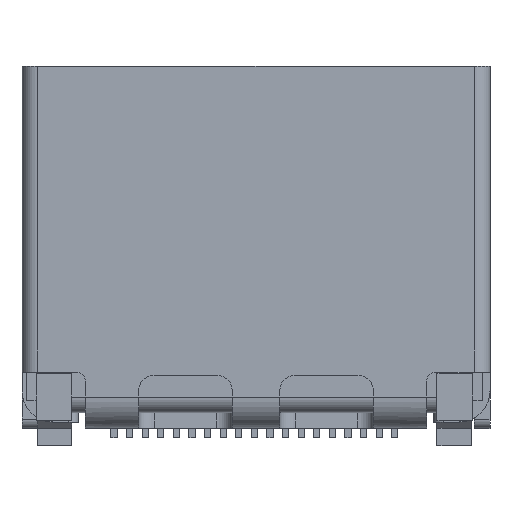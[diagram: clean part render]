
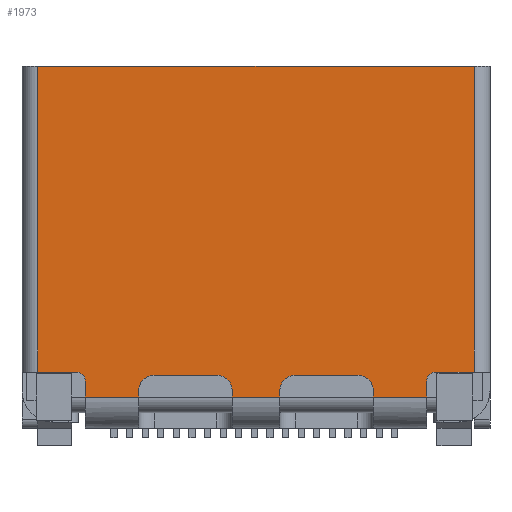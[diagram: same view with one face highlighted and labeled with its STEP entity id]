
A CAD part, top view. The second image highlights one B-rep face of the part: STEP entity #1973.
In plain terms, the highlighted planar face has unit normal (0, 0, 1).
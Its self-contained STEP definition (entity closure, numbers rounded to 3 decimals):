
#1973=ADVANCED_FACE('',(#4588),#4589,.T.);
#4588=FACE_OUTER_BOUND('',#7947,.T.);
#4589=PLANE('',#7948);
#7947=EDGE_LOOP('',(#14074,#14075,#14076,#14077,#14078,#14079,#14080,#14081,#14082,#14083,#14084,#14085,#14086,#14087,#14088,#14089,#14090,#14091,#14092,#14093,#14094,#14095));
#7948=AXIS2_PLACEMENT_3D('',#14096,#14097,#14098);
#14074=ORIENTED_EDGE('',*,*,#21965,.T.);
#14075=ORIENTED_EDGE('',*,*,#22038,.T.);
#14076=ORIENTED_EDGE('',*,*,#22039,.T.);
#14077=ORIENTED_EDGE('',*,*,#22040,.T.);
#14078=ORIENTED_EDGE('',*,*,#22041,.T.);
#14079=ORIENTED_EDGE('',*,*,#22042,.T.);
#14080=ORIENTED_EDGE('',*,*,#22043,.T.);
#14081=ORIENTED_EDGE('',*,*,#22044,.F.);
#14082=ORIENTED_EDGE('',*,*,#22045,.T.);
#14083=ORIENTED_EDGE('',*,*,#22046,.F.);
#14084=ORIENTED_EDGE('',*,*,#22047,.T.);
#14085=ORIENTED_EDGE('',*,*,#22048,.F.);
#14086=ORIENTED_EDGE('',*,*,#22049,.F.);
#14087=ORIENTED_EDGE('',*,*,#22050,.F.);
#14088=ORIENTED_EDGE('',*,*,#22051,.T.);
#14089=ORIENTED_EDGE('',*,*,#22052,.F.);
#14090=ORIENTED_EDGE('',*,*,#22053,.T.);
#14091=ORIENTED_EDGE('',*,*,#22054,.T.);
#14092=ORIENTED_EDGE('',*,*,#22055,.T.);
#14093=ORIENTED_EDGE('',*,*,#22056,.T.);
#14094=ORIENTED_EDGE('',*,*,#22057,.T.);
#14095=ORIENTED_EDGE('',*,*,#22058,.T.);
#14096=CARTESIAN_POINT('',(7.04,-3.0,2.035));
#14097=DIRECTION('',(0.,0.,1.0));
#14098=DIRECTION('',(-1.0,0.,0.));
#21965=EDGE_CURVE('',#26718,#26716,#26719,.T.);
#22038=EDGE_CURVE('',#26716,#26843,#26844,.T.);
#22039=EDGE_CURVE('',#26843,#26845,#26846,.F.);
#22040=EDGE_CURVE('',#26845,#26847,#26848,.T.);
#22041=EDGE_CURVE('',#26847,#26849,#26850,.F.);
#22042=EDGE_CURVE('',#26849,#26851,#26852,.T.);
#22043=EDGE_CURVE('',#26851,#26853,#26854,.T.);
#22044=EDGE_CURVE('',#26855,#26853,#26856,.T.);
#22045=EDGE_CURVE('',#26855,#26857,#26858,.F.);
#22046=EDGE_CURVE('',#26859,#26857,#26860,.T.);
#22047=EDGE_CURVE('',#26859,#26861,#26862,.T.);
#22048=EDGE_CURVE('',#26863,#26861,#26864,.T.);
#22049=EDGE_CURVE('',#26865,#26863,#26866,.T.);
#22050=EDGE_CURVE('',#26867,#26865,#26868,.T.);
#22051=EDGE_CURVE('',#26867,#26869,#26870,.F.);
#22052=EDGE_CURVE('',#26871,#26869,#26872,.T.);
#22053=EDGE_CURVE('',#26871,#26873,#26874,.T.);
#22054=EDGE_CURVE('',#26873,#26875,#26876,.T.);
#22055=EDGE_CURVE('',#26875,#26877,#26878,.F.);
#22056=EDGE_CURVE('',#26877,#26879,#26880,.T.);
#22057=EDGE_CURVE('',#26879,#26881,#26882,.F.);
#22058=EDGE_CURVE('',#26881,#26718,#26883,.T.);
#26716=VERTEX_POINT('',#33626);
#26718=VERTEX_POINT('',#33628);
#26719=LINE('',#33629,#33630);
#26843=VERTEX_POINT('',#33827);
#26844=LINE('',#33828,#33829);
#26845=VERTEX_POINT('',#33830);
#26846=CIRCLE('',#33831,0.5);
#26847=VERTEX_POINT('',#33832);
#26848=LINE('',#33833,#33834);
#26849=VERTEX_POINT('',#33835);
#26850=CIRCLE('',#33836,0.5);
#26851=VERTEX_POINT('',#33837);
#26852=LINE('',#33838,#33839);
#26853=VERTEX_POINT('',#33840);
#26854=LINE('',#33841,#33842);
#26855=VERTEX_POINT('',#33843);
#26856=LINE('',#33844,#33845);
#26857=VERTEX_POINT('',#33846);
#26858=CIRCLE('',#33847,0.3);
#26859=VERTEX_POINT('',#33848);
#26860=LINE('',#33849,#33850);
#26861=VERTEX_POINT('',#33851);
#26862=LINE('',#33852,#33853);
#26863=VERTEX_POINT('',#33854);
#26864=LINE('',#33855,#33856);
#26865=VERTEX_POINT('',#33857);
#26866=LINE('',#33858,#33859);
#26867=VERTEX_POINT('',#33860);
#26868=LINE('',#33861,#33862);
#26869=VERTEX_POINT('',#33863);
#26870=CIRCLE('',#33864,0.3);
#26871=VERTEX_POINT('',#33865);
#26872=LINE('',#33866,#33867);
#26873=VERTEX_POINT('',#33868);
#26874=LINE('',#33869,#33870);
#26875=VERTEX_POINT('',#33871);
#26876=LINE('',#33872,#33873);
#26877=VERTEX_POINT('',#33874);
#26878=CIRCLE('',#33875,0.5);
#26879=VERTEX_POINT('',#33876);
#26880=LINE('',#33877,#33878);
#26881=VERTEX_POINT('',#33879);
#26882=CIRCLE('',#33880,0.5);
#26883=LINE('',#33881,#33882);
#33626=CARTESIAN_POINT('',(0.815,-1.6,2.035));
#33628=CARTESIAN_POINT('',(-0.715,-1.6,2.035));
#33629=CARTESIAN_POINT('',(-6.94,-1.6,2.035));
#33630=VECTOR('',#40342,1000.0);
#33827=CARTESIAN_POINT('',(0.815,-1.4,2.035));
#33828=CARTESIAN_POINT('',(0.815,-2.6,2.035));
#33829=VECTOR('',#40434,1000.0);
#33830=CARTESIAN_POINT('',(1.315,-0.9,2.035));
#33831=AXIS2_PLACEMENT_3D('',#40435,#40436,#40437);
#33832=CARTESIAN_POINT('',(3.315,-0.9,2.035));
#33833=CARTESIAN_POINT('',(0.815,-0.9,2.035));
#33834=VECTOR('',#40438,1000.0);
#33835=CARTESIAN_POINT('',(3.815,-1.4,2.035));
#33836=AXIS2_PLACEMENT_3D('',#40439,#40440,#40441);
#33837=CARTESIAN_POINT('',(3.815,-1.6,2.035));
#33838=CARTESIAN_POINT('',(3.815,-0.9,2.035));
#33839=VECTOR('',#40442,1000.0);
#33840=CARTESIAN_POINT('',(5.515,-1.6,2.035));
#33841=CARTESIAN_POINT('',(-6.94,-1.6,2.035));
#33842=VECTOR('',#40443,1000.0);
#33843=CARTESIAN_POINT('',(5.515,-1.1,2.035));
#33844=CARTESIAN_POINT('',(5.515,-0.8,2.035));
#33845=VECTOR('',#40444,1000.0);
#33846=CARTESIAN_POINT('',(5.815,-0.8,2.035));
#33847=AXIS2_PLACEMENT_3D('',#40445,#40446,#40447);
#33848=CARTESIAN_POINT('',(7.04,-0.8,2.035));
#33849=CARTESIAN_POINT('',(7.04,-0.8,2.035));
#33850=VECTOR('',#40448,1000.0);
#33851=CARTESIAN_POINT('',(7.04,9.0,2.035));
#33852=CARTESIAN_POINT('',(7.04,-3.0,2.035));
#33853=VECTOR('',#40449,1000.0);
#33854=CARTESIAN_POINT('',(-6.94,9.0,2.035));
#33855=CARTESIAN_POINT('',(7.04,9.0,2.035));
#33856=VECTOR('',#40450,1000.0);
#33857=CARTESIAN_POINT('',(-6.94,-0.8,2.035));
#33858=CARTESIAN_POINT('',(-6.94,-3.0,2.035));
#33859=VECTOR('',#40451,1000.0);
#33860=CARTESIAN_POINT('',(-5.715,-0.8,2.035));
#33861=CARTESIAN_POINT('',(-5.415,-0.8,2.035));
#33862=VECTOR('',#40452,1000.0);
#33863=CARTESIAN_POINT('',(-5.415,-1.1,2.035));
#33864=AXIS2_PLACEMENT_3D('',#40453,#40454,#40455);
#33865=CARTESIAN_POINT('',(-5.415,-1.6,2.035));
#33866=CARTESIAN_POINT('',(-5.415,-2.6,2.035));
#33867=VECTOR('',#40456,1000.0);
#33868=CARTESIAN_POINT('',(-3.715,-1.6,2.035));
#33869=CARTESIAN_POINT('',(-6.94,-1.6,2.035));
#33870=VECTOR('',#40457,1000.0);
#33871=CARTESIAN_POINT('',(-3.715,-1.4,2.035));
#33872=CARTESIAN_POINT('',(-3.715,-2.6,2.035));
#33873=VECTOR('',#40458,1000.0);
#33874=CARTESIAN_POINT('',(-3.215,-0.9,2.035));
#33875=AXIS2_PLACEMENT_3D('',#40459,#40460,#40461);
#33876=CARTESIAN_POINT('',(-1.215,-0.9,2.035));
#33877=CARTESIAN_POINT('',(-3.715,-0.9,2.035));
#33878=VECTOR('',#40462,1000.0);
#33879=CARTESIAN_POINT('',(-0.715,-1.4,2.035));
#33880=AXIS2_PLACEMENT_3D('',#40463,#40464,#40465);
#33881=CARTESIAN_POINT('',(-0.715,-0.9,2.035));
#33882=VECTOR('',#40466,1000.0);
#40342=DIRECTION('',(1.0,0.,0.));
#40434=DIRECTION('',(0.,1.0,0.));
#40435=CARTESIAN_POINT('',(1.315,-1.4,2.035));
#40436=DIRECTION('',(0.,0.,1.0));
#40437=DIRECTION('',(-1.0,0.,0.));
#40438=DIRECTION('',(1.0,0.,0.));
#40439=CARTESIAN_POINT('',(3.315,-1.4,2.035));
#40440=DIRECTION('',(0.,0.,1.0));
#40441=DIRECTION('',(-1.0,0.,0.));
#40442=DIRECTION('',(0.,-1.0,0.));
#40443=DIRECTION('',(1.0,0.,0.));
#40444=DIRECTION('',(0.,-1.0,0.));
#40445=CARTESIAN_POINT('',(5.815,-1.1,2.035));
#40446=DIRECTION('',(0.,0.,1.0));
#40447=DIRECTION('',(-1.0,0.,0.));
#40448=DIRECTION('',(-1.0,0.,0.));
#40449=DIRECTION('',(0.,1.0,0.));
#40450=DIRECTION('',(1.0,0.,0.));
#40451=DIRECTION('',(0.,1.0,0.));
#40452=DIRECTION('',(-1.0,0.,0.));
#40453=CARTESIAN_POINT('',(-5.715,-1.1,2.035));
#40454=DIRECTION('',(0.,0.,1.0));
#40455=DIRECTION('',(-1.0,0.,0.));
#40456=DIRECTION('',(0.,1.0,0.));
#40457=DIRECTION('',(1.0,0.,0.));
#40458=DIRECTION('',(0.,1.0,0.));
#40459=CARTESIAN_POINT('',(-3.215,-1.4,2.035));
#40460=DIRECTION('',(0.,0.,1.0));
#40461=DIRECTION('',(-1.0,0.,0.));
#40462=DIRECTION('',(1.0,0.,0.));
#40463=CARTESIAN_POINT('',(-1.215,-1.4,2.035));
#40464=DIRECTION('',(0.,0.,1.0));
#40465=DIRECTION('',(-1.0,0.,0.));
#40466=DIRECTION('',(0.,-1.0,0.));
